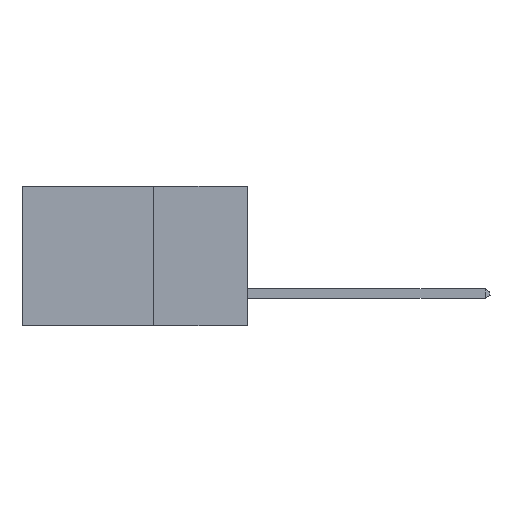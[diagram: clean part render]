
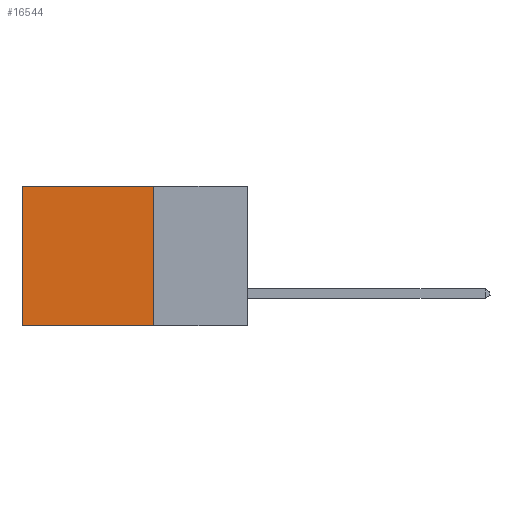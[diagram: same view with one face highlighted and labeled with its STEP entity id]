
A CAD part, left-side view. The second image highlights one B-rep face of the part: STEP entity #16544.
In plain terms, the highlighted planar face has unit normal (-1, 0, 0).
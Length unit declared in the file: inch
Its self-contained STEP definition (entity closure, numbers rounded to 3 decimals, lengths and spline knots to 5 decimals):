
#234 = ORIENTED_EDGE ( 'NONE', *, *, #3560, .F. ) ;
#568 = EDGE_CURVE ( 'NONE', #11224, #12195, #22675, .T. ) ;
#594 = EDGE_LOOP ( 'NONE', ( #26644, #7892, #234, #17917 ) ) ;
#1721 = CARTESIAN_POINT ( 'NONE',  ( 0.298, 0.6, 0. ) ) ;
#3560 = EDGE_CURVE ( 'NONE', #17377, #11224, #7993, .T. ) ;
#4893 = DIRECTION ( 'NONE',  ( 0., 1., 0. ) ) ;
#6606 = CARTESIAN_POINT ( 'NONE',  ( 0.298, 0.25, 0. ) ) ;
#7029 = LINE ( 'NONE', #14451, #25748 ) ;
#7892 = ORIENTED_EDGE ( 'NONE', *, *, #568, .F. ) ;
#7993 = LINE ( 'NONE', #14825, #20256 ) ;
#8077 = VECTOR ( 'NONE', #10972, 39.37008 ) ;
#10254 = CARTESIAN_POINT ( 'NONE',  ( 0.298, 0.25, -0.37 ) ) ;
#10940 = CARTESIAN_POINT ( 'NONE',  ( 0.298, 0.25, 0. ) ) ;
#10972 = DIRECTION ( 'NONE',  ( 0., 0., -1. ) ) ;
#11224 = VERTEX_POINT ( 'NONE', #10254 ) ;
#12195 = VERTEX_POINT ( 'NONE', #22313 ) ;
#13006 = DIRECTION ( 'NONE',  ( 0., 0., -1. ) ) ;
#13718 = VECTOR ( 'NONE', #17842, 39.37008 ) ;
#14451 = CARTESIAN_POINT ( 'NONE',  ( 0.298, 0.25, 0. ) ) ;
#14825 = CARTESIAN_POINT ( 'NONE',  ( 0.298, 0.25, 0. ) ) ;
#15498 = DIRECTION ( 'NONE',  ( 1., 0., 0. ) ) ;
#16544 = ADVANCED_FACE ( 'NONE', ( #20642 ), #22473, .F. ) ;
#17377 = VERTEX_POINT ( 'NONE', #6606 ) ;
#17842 = DIRECTION ( 'NONE',  ( 0., 1., 0. ) ) ;
#17917 = ORIENTED_EDGE ( 'NONE', *, *, #20851, .T. ) ;
#20256 = VECTOR ( 'NONE', #13006, 39.37008 ) ;
#20642 = FACE_OUTER_BOUND ( 'NONE', #594, .T. ) ;
#20851 = EDGE_CURVE ( 'NONE', #17377, #21759, #7029, .T. ) ;
#21124 = AXIS2_PLACEMENT_3D ( 'NONE', #10940, #15498, #23069 ) ;
#21759 = VERTEX_POINT ( 'NONE', #28558 ) ;
#22080 = CARTESIAN_POINT ( 'NONE',  ( 0.298, 0.25, -0.37 ) ) ;
#22313 = CARTESIAN_POINT ( 'NONE',  ( 0.298, 0.6, -0.37 ) ) ;
#22473 = PLANE ( 'NONE',  #21124 ) ;
#22507 = LINE ( 'NONE', #1721, #8077 ) ;
#22675 = LINE ( 'NONE', #22080, #13718 ) ;
#23069 = DIRECTION ( 'NONE',  ( 0., 0., -1. ) ) ;
#25748 = VECTOR ( 'NONE', #4893, 39.37008 ) ;
#26644 = ORIENTED_EDGE ( 'NONE', *, *, #28908, .T. ) ;
#28558 = CARTESIAN_POINT ( 'NONE',  ( 0.298, 0.6, 0. ) ) ;
#28908 = EDGE_CURVE ( 'NONE', #21759, #12195, #22507, .T. ) ;
